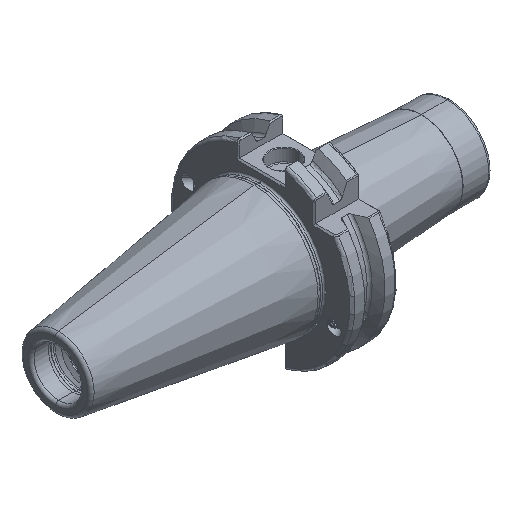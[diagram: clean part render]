
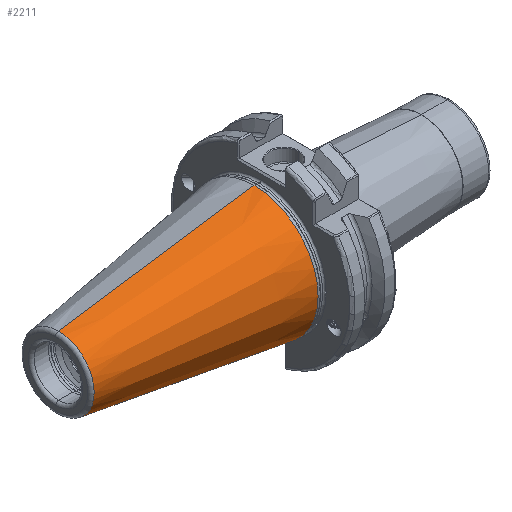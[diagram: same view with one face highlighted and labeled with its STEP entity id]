
A CAD part, isometric view. The second image highlights one B-rep face of the part: STEP entity #2211.
In plain terms, the highlighted conical face has half-angle 8.297 degrees and reference radius 22.692 mm.
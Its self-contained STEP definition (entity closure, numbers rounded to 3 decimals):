
#2211 = ADVANCED_FACE ( 'NONE', ( #16824 ), #17416, .T. ) ;
#3985 = VERTEX_POINT ( 'NONE', #16551 ) ;
#3986 = VERTEX_POINT ( 'NONE', #16552 ) ;
#3987 = VERTEX_POINT ( 'NONE', #16553 ) ;
#3988 = VERTEX_POINT ( 'NONE', #16554 ) ;
#4008 = ORIENTED_EDGE ( 'NONE', *, *, #15870, .T. ) ;
#4089 = ORIENTED_EDGE ( 'NONE', *, *, #10939, .F. ) ;
#4091 = ORIENTED_EDGE ( 'NONE', *, *, #10941, .T. ) ;
#4092 = ORIENTED_EDGE ( 'NONE', *, *, #15868, .F. ) ;
#6173 = CARTESIAN_POINT ( 'NONE',  ( 0., 0., 0. ) ) ;
#6174 = DIRECTION ( 'NONE',  ( 1., 0., 0. ) ) ;
#6175 = DIRECTION ( 'NONE',  ( 0., 0., -1. ) ) ;
#8058 = AXIS2_PLACEMENT_3D ( 'NONE', #12114, #12115, #12116 ) ;
#8063 = AXIS2_PLACEMENT_3D ( 'NONE', #12117, #12121, #12122 ) ;
#10939 = EDGE_CURVE ( 'NONE', #3986, #3985, #17226, .T. ) ;
#10941 = EDGE_CURVE ( 'NONE', #3988, #3987, #17227, .T. ) ;
#12114 = CARTESIAN_POINT ( 'NONE',  ( -2.5, 0., 0. ) ) ;
#12115 = DIRECTION ( 'NONE',  ( 1., 0., 0. ) ) ;
#12116 = DIRECTION ( 'NONE',  ( 0., 0., -1. ) ) ;
#12117 = CARTESIAN_POINT ( 'NONE',  ( -70.573, 0., 0. ) ) ;
#12121 = DIRECTION ( 'NONE',  ( 1., 0., 0. ) ) ;
#12122 = DIRECTION ( 'NONE',  ( 0., 0., 1. ) ) ;
#12347 = VECTOR ( 'NONE', #14810, 1000. ) ;
#12349 = VECTOR ( 'NONE', #14816, 1000. ) ;
#12446 = AXIS2_PLACEMENT_3D ( 'NONE', #6173, #6174, #6175 ) ;
#13397 = EDGE_LOOP ( 'NONE', ( #4092, #4091, #4008, #4089 ) ) ;
#14808 = LINE ( 'NONE', #14809, #12347 ) ;
#14809 = CARTESIAN_POINT ( 'NONE',  ( 0., 0., 22.692 ) ) ;
#14810 = DIRECTION ( 'NONE',  ( 0.99, 0., 0.144 ) ) ;
#14814 = LINE ( 'NONE', #14815, #12349 ) ;
#14815 = CARTESIAN_POINT ( 'NONE',  ( 0., 0., -22.692 ) ) ;
#14816 = DIRECTION ( 'NONE',  ( 0.99, 0., -0.144 ) ) ;
#15868 = EDGE_CURVE ( 'NONE', #3988, #3986, #14808, .T. ) ;
#15870 = EDGE_CURVE ( 'NONE', #3987, #3985, #14814, .T. ) ;
#16551 = CARTESIAN_POINT ( 'NONE',  ( -2.5, 0., -22.327 ) ) ;
#16552 = CARTESIAN_POINT ( 'NONE',  ( -2.5, 0., 22.327 ) ) ;
#16553 = CARTESIAN_POINT ( 'NONE',  ( -70.573, 0., -12.4 ) ) ;
#16554 = CARTESIAN_POINT ( 'NONE',  ( -70.573, 0., 12.4 ) ) ;
#16824 = FACE_OUTER_BOUND ( 'NONE', #13397, .T. ) ;
#17226 = CIRCLE ( 'NONE', #8058, 22.327 ) ;
#17227 = CIRCLE ( 'NONE', #8063, 12.4 ) ;
#17416 = CONICAL_SURFACE ( 'NONE', #12446, 22.692, 0.145 ) ;
